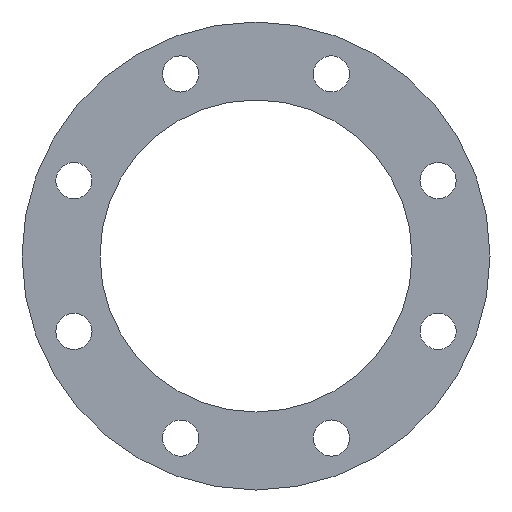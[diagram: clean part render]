
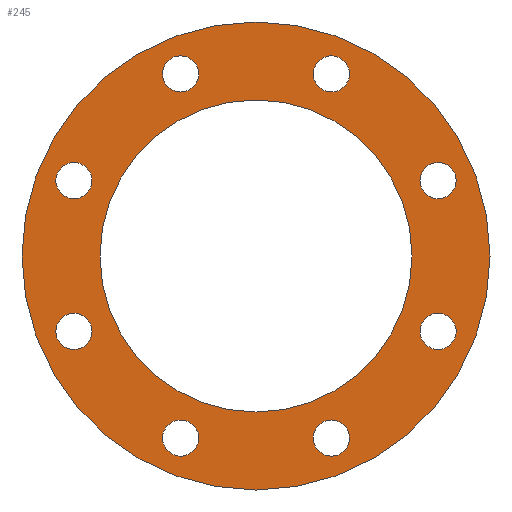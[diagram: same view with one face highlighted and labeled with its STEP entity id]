
A CAD part, front view. The second image highlights one B-rep face of the part: STEP entity #245.
In plain terms, the highlighted planar face has unit normal (0, -1, 0).
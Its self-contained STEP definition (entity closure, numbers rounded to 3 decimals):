
#15=FACE_BOUND('',#56,.T.);
#16=FACE_BOUND('',#57,.T.);
#17=FACE_BOUND('',#58,.T.);
#18=FACE_BOUND('',#59,.T.);
#19=FACE_BOUND('',#60,.T.);
#20=FACE_BOUND('',#61,.T.);
#21=FACE_BOUND('',#62,.T.);
#22=FACE_BOUND('',#63,.T.);
#23=FACE_BOUND('',#64,.T.);
#33=PLANE('',#293);
#43=FACE_OUTER_BOUND('',#55,.T.);
#55=EDGE_LOOP('',(#199));
#56=EDGE_LOOP('',(#200));
#57=EDGE_LOOP('',(#201));
#58=EDGE_LOOP('',(#202));
#59=EDGE_LOOP('',(#203));
#60=EDGE_LOOP('',(#204));
#61=EDGE_LOOP('',(#205));
#62=EDGE_LOOP('',(#206));
#63=EDGE_LOOP('',(#207));
#64=EDGE_LOOP('',(#208));
#98=CIRCLE('',#271,11.);
#100=CIRCLE('',#274,11.);
#102=CIRCLE('',#277,11.);
#104=CIRCLE('',#280,11.);
#106=CIRCLE('',#283,11.);
#108=CIRCLE('',#286,11.);
#110=CIRCLE('',#289,11.);
#112=CIRCLE('',#292,11.);
#113=CIRCLE('',#294,142.5);
#114=CIRCLE('',#295,95.);
#118=VERTEX_POINT('',#381);
#120=VERTEX_POINT('',#387);
#122=VERTEX_POINT('',#393);
#124=VERTEX_POINT('',#399);
#126=VERTEX_POINT('',#405);
#128=VERTEX_POINT('',#411);
#130=VERTEX_POINT('',#417);
#132=VERTEX_POINT('',#423);
#133=VERTEX_POINT('',#427);
#134=VERTEX_POINT('',#429);
#139=EDGE_CURVE('',#118,#118,#98,.T.);
#142=EDGE_CURVE('',#120,#120,#100,.T.);
#145=EDGE_CURVE('',#122,#122,#102,.T.);
#148=EDGE_CURVE('',#124,#124,#104,.T.);
#151=EDGE_CURVE('',#126,#126,#106,.T.);
#154=EDGE_CURVE('',#128,#128,#108,.T.);
#157=EDGE_CURVE('',#130,#130,#110,.T.);
#160=EDGE_CURVE('',#132,#132,#112,.T.);
#161=EDGE_CURVE('',#133,#133,#113,.T.);
#162=EDGE_CURVE('',#134,#134,#114,.T.);
#199=ORIENTED_EDGE('',*,*,#161,.T.);
#200=ORIENTED_EDGE('',*,*,#139,.T.);
#201=ORIENTED_EDGE('',*,*,#142,.T.);
#202=ORIENTED_EDGE('',*,*,#145,.T.);
#203=ORIENTED_EDGE('',*,*,#148,.T.);
#204=ORIENTED_EDGE('',*,*,#151,.T.);
#205=ORIENTED_EDGE('',*,*,#154,.T.);
#206=ORIENTED_EDGE('',*,*,#157,.T.);
#207=ORIENTED_EDGE('',*,*,#160,.T.);
#208=ORIENTED_EDGE('',*,*,#162,.T.);
#245=ADVANCED_FACE('',(#43,#15,#16,#17,#18,#19,#20,#21,#22,#23),#33,.F.);
#271=AXIS2_PLACEMENT_3D('',#383,#308,#309);
#274=AXIS2_PLACEMENT_3D('',#389,#315,#316);
#277=AXIS2_PLACEMENT_3D('',#395,#322,#323);
#280=AXIS2_PLACEMENT_3D('',#401,#329,#330);
#283=AXIS2_PLACEMENT_3D('',#407,#336,#337);
#286=AXIS2_PLACEMENT_3D('',#413,#343,#344);
#289=AXIS2_PLACEMENT_3D('',#419,#350,#351);
#292=AXIS2_PLACEMENT_3D('',#425,#357,#358);
#293=AXIS2_PLACEMENT_3D('',#426,#359,#360);
#294=AXIS2_PLACEMENT_3D('',#428,#361,#362);
#295=AXIS2_PLACEMENT_3D('',#430,#363,#364);
#308=DIRECTION('center_axis',(0.,1.,0.));
#309=DIRECTION('ref_axis',(-0.707,0.,-0.707));
#315=DIRECTION('center_axis',(0.,1.,0.));
#316=DIRECTION('ref_axis',(0.,0.,-1.));
#322=DIRECTION('center_axis',(0.,1.,0.));
#323=DIRECTION('ref_axis',(0.707,0.,-0.707));
#329=DIRECTION('center_axis',(0.,1.,0.));
#330=DIRECTION('ref_axis',(1.,0.,0.));
#336=DIRECTION('center_axis',(0.,1.,0.));
#337=DIRECTION('ref_axis',(0.707,0.,0.707));
#343=DIRECTION('center_axis',(0.,1.,0.));
#344=DIRECTION('ref_axis',(0.,0.,1.));
#350=DIRECTION('center_axis',(0.,1.,0.));
#351=DIRECTION('ref_axis',(-0.707,0.,0.707));
#357=DIRECTION('center_axis',(0.,1.,0.));
#358=DIRECTION('ref_axis',(-1.,0.,0.));
#359=DIRECTION('center_axis',(0.,1.,0.));
#360=DIRECTION('ref_axis',(0.,0.,1.));
#361=DIRECTION('center_axis',(0.,-1.,0.));
#362=DIRECTION('ref_axis',(-1.,0.,0.));
#363=DIRECTION('center_axis',(0.,1.,0.));
#364=DIRECTION('ref_axis',(1.,0.,0.));
#381=CARTESIAN_POINT('',(118.644,-11.5,-38.144));
#383=CARTESIAN_POINT('Origin',(110.866,-11.5,-45.922));
#387=CARTESIAN_POINT('',(110.866,-11.5,56.922));
#389=CARTESIAN_POINT('Origin',(110.866,-11.5,45.922));
#393=CARTESIAN_POINT('',(38.144,-11.5,118.644));
#395=CARTESIAN_POINT('Origin',(45.922,-11.5,110.866));
#399=CARTESIAN_POINT('',(-56.922,-11.5,110.866));
#401=CARTESIAN_POINT('Origin',(-45.922,-11.5,110.866));
#405=CARTESIAN_POINT('',(-118.644,-11.5,38.144));
#407=CARTESIAN_POINT('Origin',(-110.866,-11.5,45.922));
#411=CARTESIAN_POINT('',(-110.866,-11.5,-56.922));
#413=CARTESIAN_POINT('Origin',(-110.866,-11.5,-45.922));
#417=CARTESIAN_POINT('',(-38.144,-11.5,-118.644));
#419=CARTESIAN_POINT('Origin',(-45.922,-11.5,-110.866));
#423=CARTESIAN_POINT('',(56.922,-11.5,-110.866));
#425=CARTESIAN_POINT('Origin',(45.922,-11.5,-110.866));
#426=CARTESIAN_POINT('Origin',(0.,-11.5,0.));
#427=CARTESIAN_POINT('',(142.5,-11.5,0.));
#428=CARTESIAN_POINT('Origin',(0.,-11.5,0.));
#429=CARTESIAN_POINT('',(-95.,-11.5,0.));
#430=CARTESIAN_POINT('Origin',(0.,-11.5,0.));
